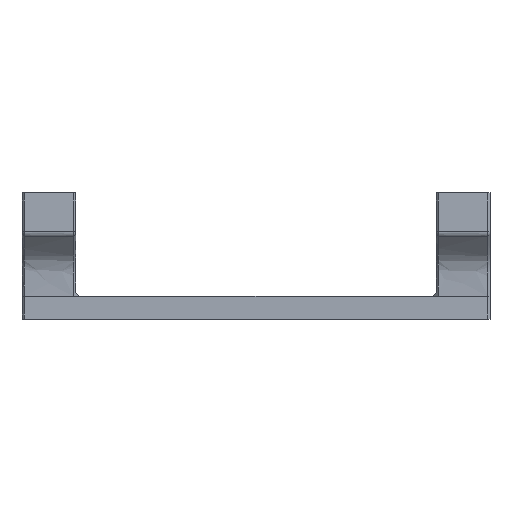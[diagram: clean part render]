
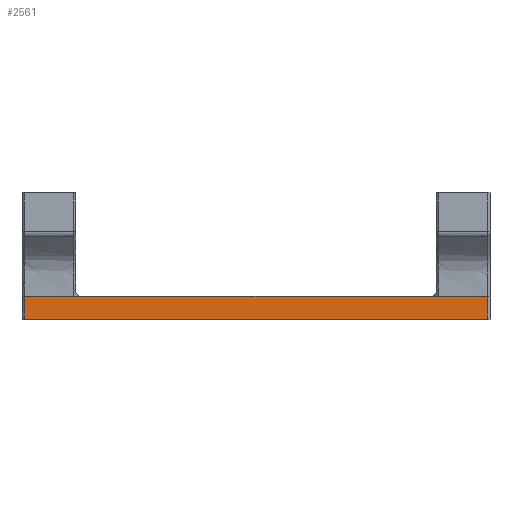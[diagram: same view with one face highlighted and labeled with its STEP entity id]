
A CAD part, front view. The second image highlights one B-rep face of the part: STEP entity #2561.
In plain terms, the highlighted planar face has unit normal (0, -1, 0).
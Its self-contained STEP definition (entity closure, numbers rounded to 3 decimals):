
#244=FACE_OUTER_BOUND('',#399,.T.);
#399=EDGE_LOOP('',(#1866,#1867,#1868,#1869,#1870,#1871));
#636=LINE('',#4098,#872);
#637=LINE('',#4101,#873);
#638=LINE('',#4103,#874);
#639=LINE('',#4105,#875);
#640=LINE('',#4107,#876);
#641=LINE('',#4108,#877);
#872=VECTOR('',#3099,10.);
#873=VECTOR('',#3102,10.);
#874=VECTOR('',#3103,10.);
#875=VECTOR('',#3104,10.);
#876=VECTOR('',#3105,10.);
#877=VECTOR('',#3106,10.);
#1178=VERTEX_POINT('',#4082);
#1179=VERTEX_POINT('',#4096);
#1180=VERTEX_POINT('',#4100);
#1181=VERTEX_POINT('',#4102);
#1182=VERTEX_POINT('',#4104);
#1183=VERTEX_POINT('',#4106);
#1448=EDGE_CURVE('',#1178,#1179,#636,.T.);
#1449=EDGE_CURVE('',#1180,#1178,#637,.T.);
#1450=EDGE_CURVE('',#1181,#1180,#638,.T.);
#1451=EDGE_CURVE('',#1182,#1181,#639,.T.);
#1452=EDGE_CURVE('',#1183,#1182,#640,.T.);
#1453=EDGE_CURVE('',#1179,#1183,#641,.T.);
#1866=ORIENTED_EDGE('',*,*,#1448,.F.);
#1867=ORIENTED_EDGE('',*,*,#1449,.F.);
#1868=ORIENTED_EDGE('',*,*,#1450,.F.);
#1869=ORIENTED_EDGE('',*,*,#1451,.F.);
#1870=ORIENTED_EDGE('',*,*,#1452,.F.);
#1871=ORIENTED_EDGE('',*,*,#1453,.F.);
#2483=PLANE('',#2743);
#2561=ADVANCED_FACE('',(#244),#2483,.T.);
#2743=AXIS2_PLACEMENT_3D('',#4099,#3100,#3101);
#3099=DIRECTION('',(0.,0.,-1.));
#3100=DIRECTION('center_axis',(0.,-1.,0.));
#3101=DIRECTION('ref_axis',(-1.,0.,0.));
#3102=DIRECTION('',(1.,0.,0.));
#3103=DIRECTION('',(1.,0.,0.));
#3104=DIRECTION('',(1.,0.,0.));
#3105=DIRECTION('',(0.,0.,1.));
#3106=DIRECTION('',(-1.,0.,0.));
#4082=CARTESIAN_POINT('',(56.,0.,-25.));
#4096=CARTESIAN_POINT('',(56.,0.,-30.5));
#4098=CARTESIAN_POINT('',(56.,0.,-25.));
#4099=CARTESIAN_POINT('Origin',(56.5,0.,-25.));
#4100=CARTESIAN_POINT('',(44.,0.,-25.));
#4101=CARTESIAN_POINT('',(-56.5,0.,-25.));
#4102=CARTESIAN_POINT('',(-44.,0.,-25.));
#4103=CARTESIAN_POINT('',(-56.5,0.,-25.));
#4104=CARTESIAN_POINT('',(-56.,0.,-25.));
#4105=CARTESIAN_POINT('',(-56.5,0.,-25.));
#4106=CARTESIAN_POINT('',(-56.,0.,-30.5));
#4107=CARTESIAN_POINT('',(-56.,0.,-25.));
#4108=CARTESIAN_POINT('',(-56.5,0.,-30.5));
